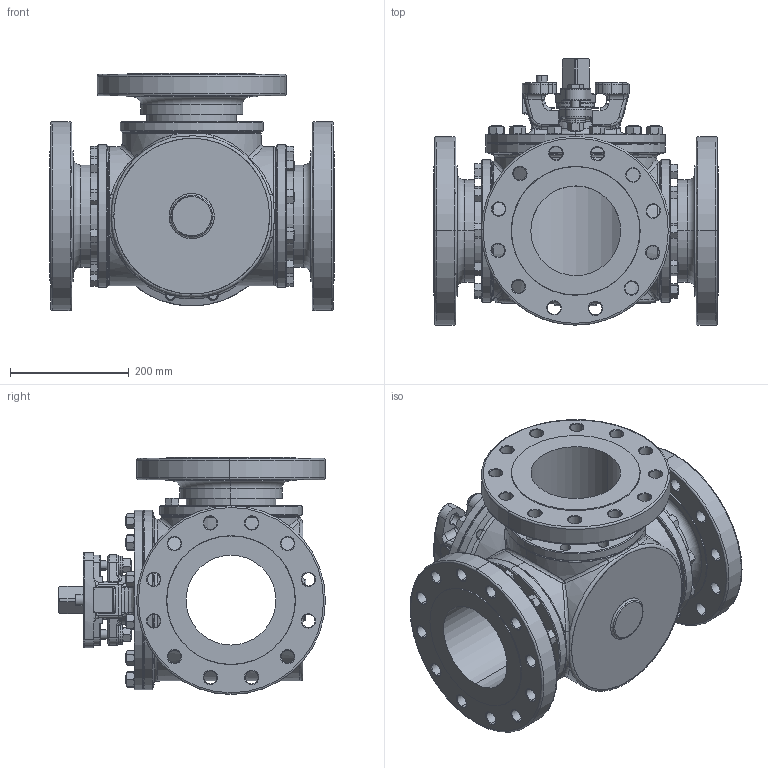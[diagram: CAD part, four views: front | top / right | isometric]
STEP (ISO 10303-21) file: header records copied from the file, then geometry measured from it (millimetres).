
FILE_DESCRIPTION (( 'STEP AP214' ), '1' );
FILE_NAME ('31-F3-0600-XXX BARE STEM.step', '2019-08-21T18:11:52', ( '' ), ( '' ), 'SwSTEP 2.0', 'SolidWorks 2019', '' );
FILE_SCHEMA (( 'AUTOMOTIVE_DESIGN' ));
Length unit declared in the file: inch
Products named in the file (2): 31-F3-0600-XXX BARE STEM
Bounding box: 479 x 448.75 x 398.75 mm (x, y, z)
Surface area: 1580036.5 mm2 (no closed solid volume)
Topology: 0 solids, 166 shells, 1080 faces, 3443 edges, 2497 vertices
Faces by surface type: cylinder 343, plane 290, cone 267, bspline 162, torus 18
Entity records: 80224 total; most frequent: CARTESIAN_POINT 37719, DIRECTION 5714, ORIENTED_EDGE 5338, EDGE_CURVE 3441, VERTEX_POINT 2497, AXIS2_PLACEMENT_3D 2398, CIRCLE 1478, EDGE_LOOP 1271
